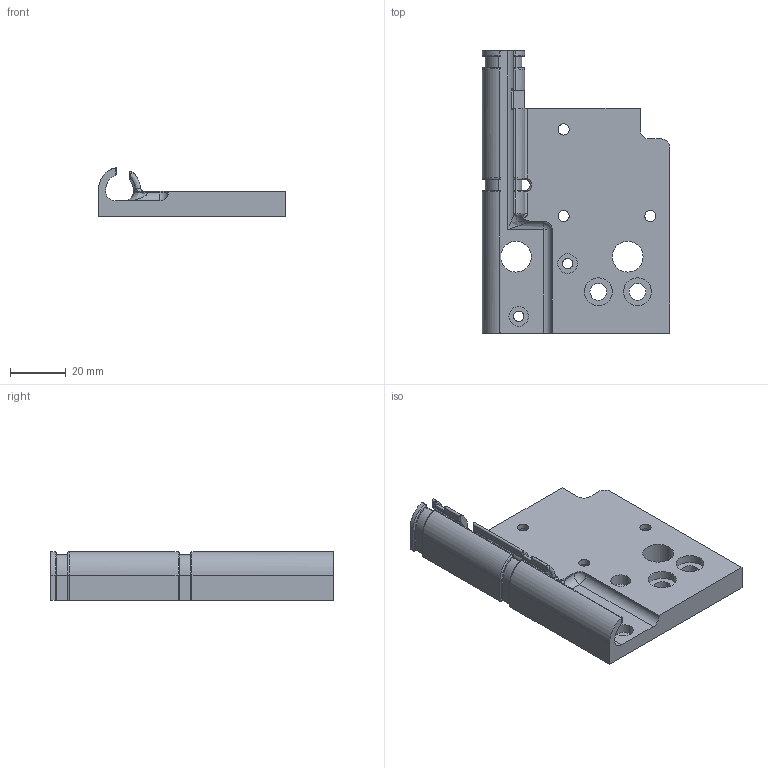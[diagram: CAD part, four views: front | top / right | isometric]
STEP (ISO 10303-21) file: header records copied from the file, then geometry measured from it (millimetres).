
FILE_DESCRIPTION(/* description */ (''),/* implementation_level */ '2;1');
FILE_NAME(/* name */ 'extruder_adapter.step',/* time_stamp */ '2019-05-24T10:59:04+02:00',/* author */ (''),/* organization */ (''),/* preprocessor_version */ 'ST-DEVELOPER v18',/* originating_system */ 'Autodesk Translation Framework v8.2.0.1029',/* authorisation */ '');
FILE_SCHEMA (('AUTOMOTIVE_DESIGN { 1 0 10303 214 3 1 1 }'));
Length unit declared in the file: millimetre
Products named in the file (1): extruder_adapter
Bounding box: 67 x 101 x 17.39 mm (x, y, z)
Volume: 44745.5 mm3; surface area: 18425.8 mm2
Topology: 1 solids, 1 shells, 156 faces, 407 edges, 258 vertices
Faces by surface type: cylinder 63, plane 40, bspline 34, sphere 11, torus 8
Full cylindrical faces by diameter (mm): 3.7 x2, 4 x3, 6 x2, 7 x2, 9 x3, 10 x2, 11 x2
Entity records: 5734 total; most frequent: CARTESIAN_POINT 1880, ORIENTED_EDGE 812, DIRECTION 788, EDGE_CURVE 406, AXIS2_PLACEMENT_3D 310, VERTEX_POINT 258, EDGE_LOOP 182, LINE 168
